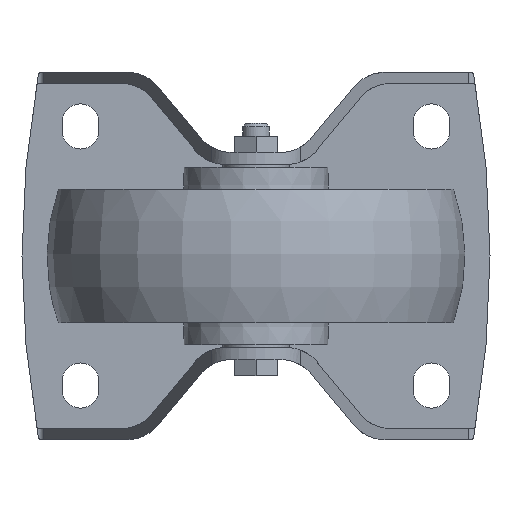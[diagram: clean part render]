
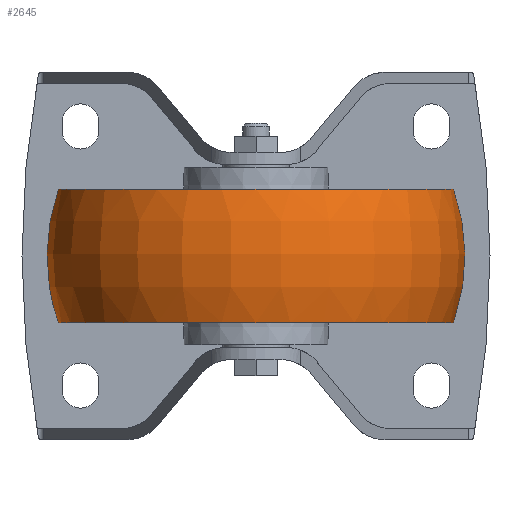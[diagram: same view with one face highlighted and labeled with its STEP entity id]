
A CAD part, front view. The second image highlights one B-rep face of the part: STEP entity #2645.
In plain terms, the highlighted toroidal (fillet/blend) face has major radius 2.5 mm and minor radius 60 mm.
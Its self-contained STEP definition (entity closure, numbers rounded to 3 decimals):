
#20=DEGENERATE_TOROIDAL_SURFACE('',#2911,2.5,60.,
 .T.);
#197=CIRCLE('',#2910,59.069);
#198=CIRCLE('',#2912,59.069);
#812=ORIENTED_EDGE('',*,*,#1312,.T.);
#813=ORIENTED_EDGE('',*,*,#1313,.F.);
#1312=EDGE_CURVE('',#1603,#1603,#197,.T.);
#1313=EDGE_CURVE('',#1604,#1604,#198,.T.);
#1603=VERTEX_POINT('',#4495);
#1604=VERTEX_POINT('',#4498);
#2234=EDGE_LOOP('',(#812));
#2235=EDGE_LOOP('',(#813));
#2402=FACE_BOUND('',#2234,.T.);
#2403=FACE_BOUND('',#2235,.T.);
#2645=ADVANCED_FACE('',(#2402,#2403),#20,.T.);
#2910=AXIS2_PLACEMENT_3D('',#4494,#3595,#3596);
#2911=AXIS2_PLACEMENT_3D('',#4496,#3597,#3598);
#2912=AXIS2_PLACEMENT_3D('',#4497,#3599,#3600);
#3595=DIRECTION('',(0.,0.,-1.));
#3596=DIRECTION('',(-1.,0.,0.));
#3597=DIRECTION('',(0.,0.,-1.));
#3598=DIRECTION('',(-1.,0.,0.));
#3599=DIRECTION('',(0.,0.,-1.));
#3600=DIRECTION('',(-1.,0.,0.));
#4494=CARTESIAN_POINT('',(0.,0.,20.));
#4495=CARTESIAN_POINT('',(-59.069,0.,20.));
#4496=CARTESIAN_POINT('',(0.,0.,0.));
#4497=CARTESIAN_POINT('',(0.,0.,-20.));
#4498=CARTESIAN_POINT('',(-59.069,0.,-20.));
